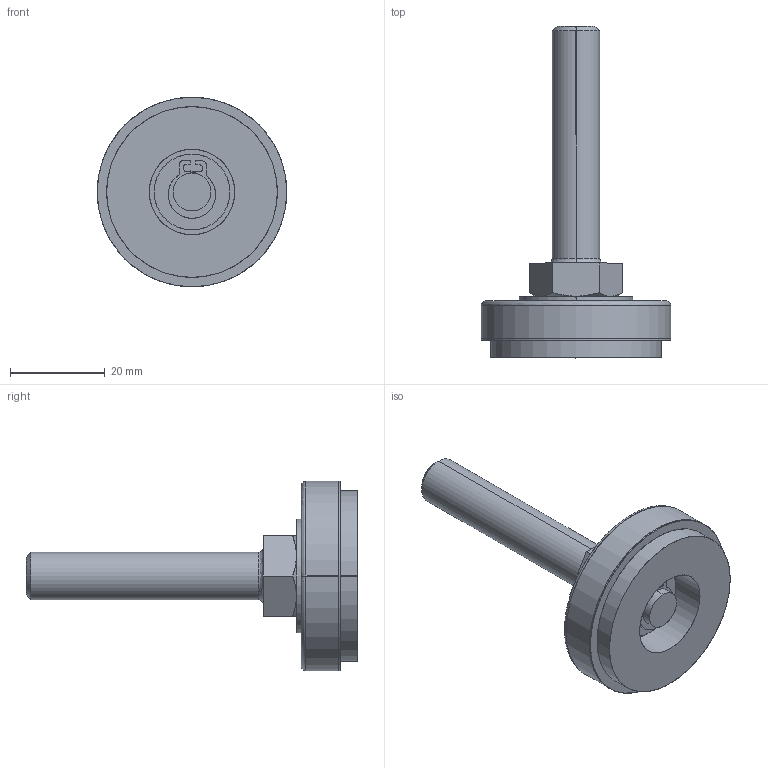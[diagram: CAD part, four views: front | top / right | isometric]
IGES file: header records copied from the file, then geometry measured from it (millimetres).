
Start section: SolidWorks IGES file using analytic representation for surfaces
Global section: file name: KC-1280-4.IGS; native system: SolidWorks 2006 by SolidWorks Corporation; preprocessor: SolidWorks 2006 by SolidWorks Corporation; author: 4sw; date: 061117.112424; units: millimetre
Bounding box: 40 x 70 x 40 mm (x, y, z)
Surface area: 12353.6 mm2 (no closed solid volume)
Topology: 0 solids, 0 shells, 106 faces, 2144 edges, 2144 vertices
Faces by surface type: revolution 58, bspline 48
